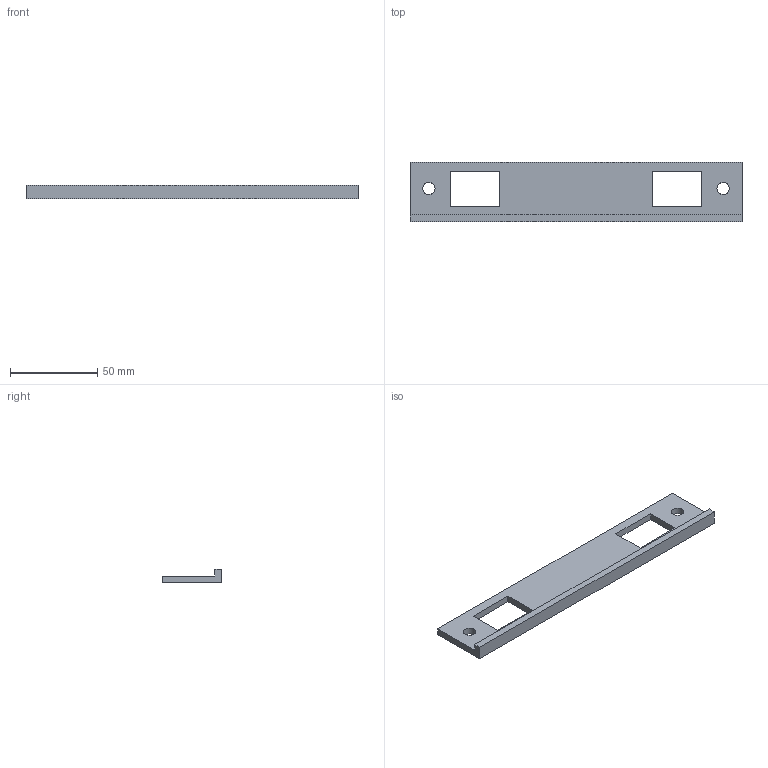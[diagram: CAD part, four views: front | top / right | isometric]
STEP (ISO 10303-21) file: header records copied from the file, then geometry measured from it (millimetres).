
FILE_DESCRIPTION(('HOOPS Exchange Step'),'2;1');
FILE_NAME('temp_export','2024-06-09T16:56:10+02:00',('Hacked'),('Shapr3D Limited'),'HOOPS Exchange 2024.2','Shapr3D','Authorized');
FILE_SCHEMA( ('AUTOMOTIVE_DESIGN { 1 0 10303 214 1 1 1 1 }') );
Length unit declared in the file: millimetre
Products named in the file (1): root
Bounding box: 190 x 34 x 8 mm (x, y, z)
Volume: 23612 mm3; surface area: 15507.5 mm2
Topology: 1 solids, 1 shells, 108 faces, 301 edges, 202 vertices
Faces by surface type: plane 61, bspline 45, cylinder 2
Full cylindrical faces by diameter (mm): 7 x2
Entity records: 4051 total; most frequent: CARTESIAN_POINT 1533, ORIENTED_EDGE 602, DIRECTION 347, EDGE_CURVE 301, VECTOR 203, LINE 203, VERTEX_POINT 202, EDGE_LOOP 123
